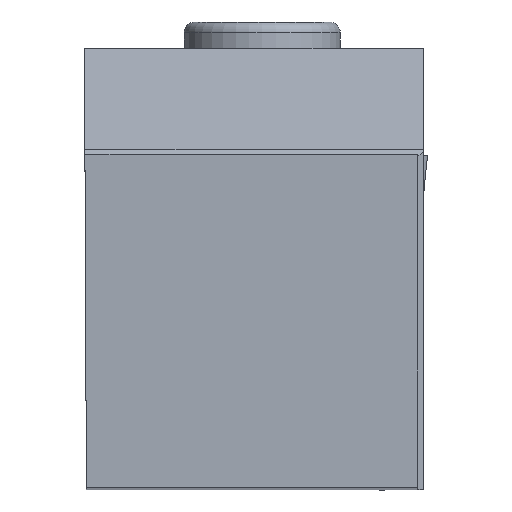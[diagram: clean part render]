
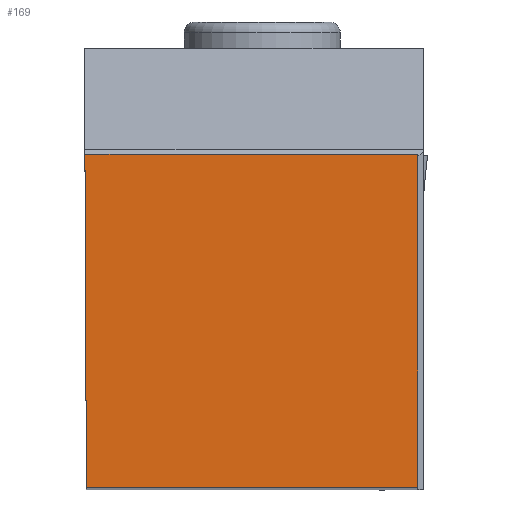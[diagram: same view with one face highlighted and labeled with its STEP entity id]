
A CAD part, top view. The second image highlights one B-rep face of the part: STEP entity #169.
In plain terms, the highlighted planar face has unit normal (0, 0, 1).
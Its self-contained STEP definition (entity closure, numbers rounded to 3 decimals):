
#169=ADVANCED_FACE('BLANK_BOXF006',(#276),#219,.F.);
#219=PLANE('',#1347);
#276=FACE_OUTER_BOUND('',#335,.T.);
#335=EDGE_LOOP('',(#865,#866,#867,#868));
#458=LINE('',#2102,#595);
#466=LINE('',#2119,#603);
#470=LINE('',#2127,#607);
#471=LINE('',#2129,#608);
#595=VECTOR('',#1585,1.);
#603=VECTOR('',#1601,1.);
#607=VECTOR('',#1607,1.);
#608=VECTOR('',#1608,1.);
#865=ORIENTED_EDGE('',*,*,#1192,.T.);
#866=ORIENTED_EDGE('',*,*,#1193,.T.);
#867=ORIENTED_EDGE('',*,*,#1188,.T.);
#868=ORIENTED_EDGE('',*,*,#1179,.T.);
#1036=VERTEX_POINT('',#2101);
#1037=VERTEX_POINT('',#2103);
#1042=VERTEX_POINT('',#2120);
#1045=VERTEX_POINT('',#2128);
#1179=EDGE_CURVE('',#1037,#1036,#458,.T.);
#1188=EDGE_CURVE('',#1042,#1037,#466,.T.);
#1192=EDGE_CURVE('',#1036,#1045,#470,.T.);
#1193=EDGE_CURVE('',#1045,#1042,#471,.T.);
#1347=AXIS2_PLACEMENT_3D('',#2130,#1609,#1610);
#1585=DIRECTION('',(1.,0.,0.));
#1601=DIRECTION('',(0.004,-1.,0.));
#1607=DIRECTION('',(0.,1.,0.));
#1608=DIRECTION('',(-1.,0.,0.));
#1609=DIRECTION('',(0.,0.,-1.));
#1610=DIRECTION('',(0.,-1.,0.));
#2101=CARTESIAN_POINT('',(25.273,0.,0.));
#2102=CARTESIAN_POINT('',(-126.,0.,0.));
#2103=CARTESIAN_POINT('',(0.11,0.,0.));
#2119=CARTESIAN_POINT('',(-0.44,125.999,0.));
#2120=CARTESIAN_POINT('',(0.,25.273,0.));
#2127=CARTESIAN_POINT('',(25.273,-126.,0.));
#2128=CARTESIAN_POINT('',(25.273,25.273,0.));
#2129=CARTESIAN_POINT('',(126.,25.273,0.));
#2130=CARTESIAN_POINT('',(25.685,-5.,0.));
